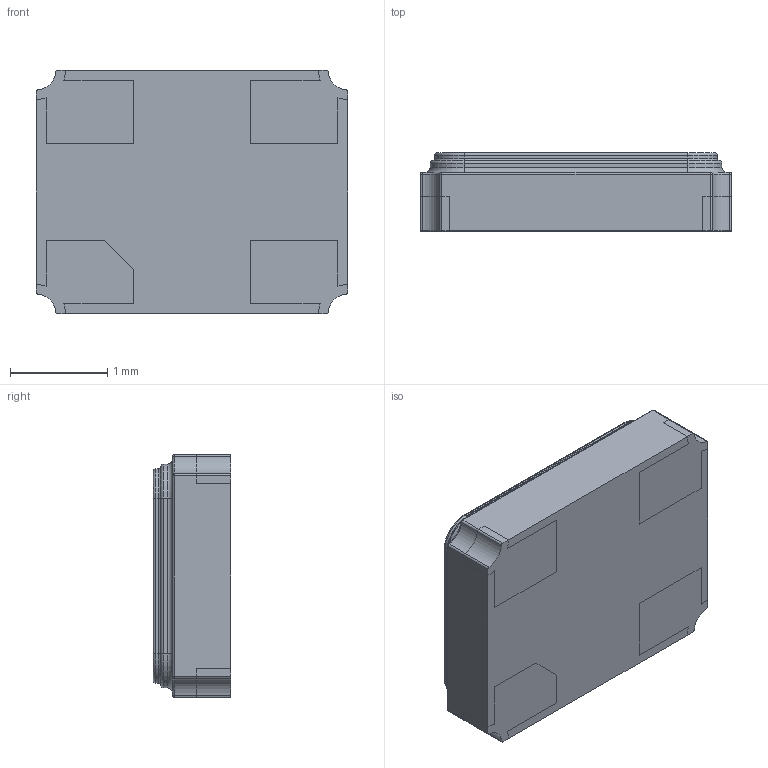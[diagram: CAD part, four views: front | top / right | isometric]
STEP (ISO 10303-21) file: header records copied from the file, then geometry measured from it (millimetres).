
FILE_DESCRIPTION (( 'STEP AP214' ), '1' );
FILE_NAME ('ABM8AIG-12.000MHZ-12-2Z-T3.STEP', '2022-10-15T06:22:59', ( '' ), ( '' ), 'SwSTEP 2.0', 'SolidWorks 2022', '' );
FILE_SCHEMA (( 'AUTOMOTIVE_DESIGN' ));
Length unit declared in the file: millimetre
Products named in the file (3): Abracon New Logo; ABM8AIG-12.000MHZ-12-2Z-T3
Assembly tree (2 placements, depth 2):
  ABM8AIG-12.000MHZ-12-2Z-T3
    ABM8AIG-12.000MHZ-12-2Z-T3
    Abracon New Logo
Bounding box: 3.2 x 0.8 x 2.5 mm (x, y, z)
Volume: 6 mm3; surface area: 37.2 mm2
Topology: 14 solids, 14 shells, 304 faces, 761 edges, 484 vertices
Faces by surface type: plane 121, bspline 83, cylinder 72, torus 20, sphere 8
Entity records: 10313 total; most frequent: CARTESIAN_POINT 2630, ORIENTED_EDGE 1516, DIRECTION 1212, EDGE_CURVE 758, VERTEX_POINT 484, VECTOR 424, LINE 424, AXIS2_PLACEMENT_3D 394
